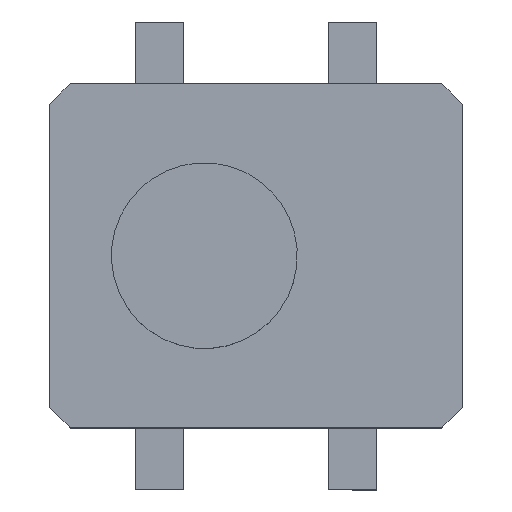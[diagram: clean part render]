
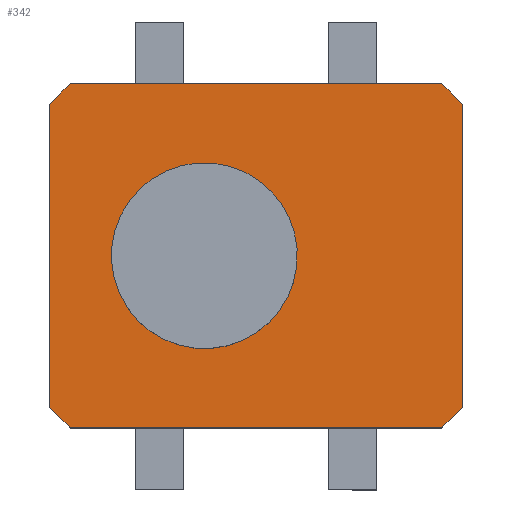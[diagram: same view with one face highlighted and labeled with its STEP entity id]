
A CAD part, top view. The second image highlights one B-rep face of the part: STEP entity #342.
In plain terms, the highlighted planar face has unit normal (0, 0, 1).
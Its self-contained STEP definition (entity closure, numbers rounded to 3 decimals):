
#61=FACE_OUTER_BOUND('',#80,.T.);
#80=EDGE_LOOP('',(#273,#274,#275,#276,#277,#278,#279,#280));
#90=LINE('',#599,#127);
#96=LINE('',#610,#133);
#103=LINE('',#625,#140);
#106=LINE('',#630,#143);
#107=LINE('',#634,#144);
#110=LINE('',#638,#147);
#111=LINE('',#641,#148);
#113=LINE('',#644,#150);
#127=VECTOR('',#497,10.);
#133=VECTOR('',#505,10.);
#140=VECTOR('',#516,10.);
#143=VECTOR('',#521,10.);
#144=VECTOR('',#524,10.);
#147=VECTOR('',#529,10.);
#148=VECTOR('',#532,10.);
#150=VECTOR('',#536,10.);
#164=VERTEX_POINT('',#597);
#165=VERTEX_POINT('',#598);
#169=VERTEX_POINT('',#608);
#175=VERTEX_POINT('',#624);
#176=VERTEX_POINT('',#628);
#177=VERTEX_POINT('',#632);
#178=VERTEX_POINT('',#633);
#179=VERTEX_POINT('',#640);
#192=EDGE_CURVE('',#164,#165,#90,.T.);
#198=EDGE_CURVE('',#164,#169,#96,.T.);
#205=EDGE_CURVE('',#175,#169,#103,.T.);
#208=EDGE_CURVE('',#175,#176,#106,.T.);
#209=EDGE_CURVE('',#177,#178,#107,.T.);
#212=EDGE_CURVE('',#177,#165,#110,.T.);
#213=EDGE_CURVE('',#179,#176,#111,.T.);
#215=EDGE_CURVE('',#179,#178,#113,.T.);
#273=ORIENTED_EDGE('',*,*,#192,.F.);
#274=ORIENTED_EDGE('',*,*,#198,.T.);
#275=ORIENTED_EDGE('',*,*,#205,.F.);
#276=ORIENTED_EDGE('',*,*,#208,.T.);
#277=ORIENTED_EDGE('',*,*,#213,.F.);
#278=ORIENTED_EDGE('',*,*,#215,.T.);
#279=ORIENTED_EDGE('',*,*,#209,.F.);
#280=ORIENTED_EDGE('',*,*,#212,.T.);
#324=PLANE('',#469);
#342=ADVANCED_FACE('',(#61),#324,.T.);
#469=AXIS2_PLACEMENT_3D('',#645,#537,#538);
#497=DIRECTION('',(-0.707,0.707,0.));
#505=DIRECTION('',(1.,0.,0.));
#516=DIRECTION('',(-0.707,-0.707,0.));
#521=DIRECTION('',(0.,1.,0.));
#524=DIRECTION('',(0.707,0.707,0.));
#529=DIRECTION('',(0.,-1.,0.));
#532=DIRECTION('',(0.707,-0.707,0.));
#536=DIRECTION('',(-1.,0.,0.));
#537=DIRECTION('center_axis',(0.,0.,1.));
#538=DIRECTION('ref_axis',(1.,0.,0.));
#597=CARTESIAN_POINT('',(0.3,0.,2.));
#598=CARTESIAN_POINT('',(0.,0.3,2.));
#599=CARTESIAN_POINT('',(0.275,0.025,2.));
#608=CARTESIAN_POINT('',(5.7,0.,2.));
#610=CARTESIAN_POINT('',(0.,0.,2.));
#624=CARTESIAN_POINT('',(6.,0.3,2.));
#625=CARTESIAN_POINT('',(5.725,0.025,2.));
#628=CARTESIAN_POINT('',(6.,4.7,2.));
#630=CARTESIAN_POINT('',(6.,0.,2.));
#632=CARTESIAN_POINT('',(0.,4.7,2.));
#633=CARTESIAN_POINT('',(0.3,5.,2.));
#634=CARTESIAN_POINT('',(0.275,4.975,2.));
#638=CARTESIAN_POINT('',(0.,5.,2.));
#640=CARTESIAN_POINT('',(5.7,5.,2.));
#641=CARTESIAN_POINT('',(5.725,4.975,2.));
#644=CARTESIAN_POINT('',(6.,5.,2.));
#645=CARTESIAN_POINT('Origin',(3.,2.5,2.));
